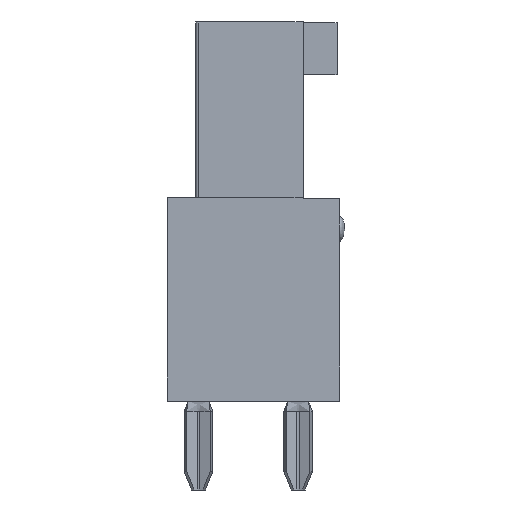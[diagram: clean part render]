
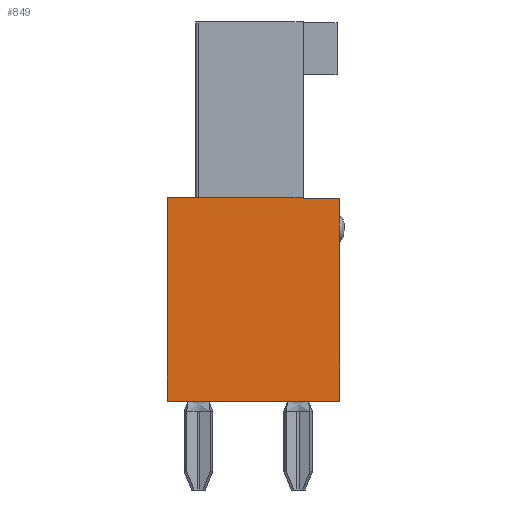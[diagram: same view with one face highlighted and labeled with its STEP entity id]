
A CAD part, left-side view. The second image highlights one B-rep face of the part: STEP entity #849.
In plain terms, the highlighted planar face has unit normal (-1, 0, 0).
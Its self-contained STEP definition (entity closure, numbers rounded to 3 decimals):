
#849 = ADVANCED_FACE( '', ( #2204 ), #2205, .F. );
#2204 = FACE_OUTER_BOUND( '', #4149, .T. );
#2205 = PLANE( '', #4150 );
#4149 = EDGE_LOOP( '', ( #6639, #6640, #6641, #6642, #6643, #6644, #6645, #6646, #6647, #6648, #6649, #6650 ) );
#4150 = AXIS2_PLACEMENT_3D( '', #6651, #6652, #6653 );
#6639 = ORIENTED_EDGE( '', *, *, #12387, .F. );
#6640 = ORIENTED_EDGE( '', *, *, #12388, .T. );
#6641 = ORIENTED_EDGE( '', *, *, #12302, .F. );
#6642 = ORIENTED_EDGE( '', *, *, #12242, .T. );
#6643 = ORIENTED_EDGE( '', *, *, #12186, .F. );
#6644 = ORIENTED_EDGE( '', *, *, #12389, .F. );
#6645 = ORIENTED_EDGE( '', *, *, #12390, .F. );
#6646 = ORIENTED_EDGE( '', *, *, #12391, .F. );
#6647 = ORIENTED_EDGE( '', *, *, #12392, .F. );
#6648 = ORIENTED_EDGE( '', *, *, #12393, .F. );
#6649 = ORIENTED_EDGE( '', *, *, #12394, .F. );
#6650 = ORIENTED_EDGE( '', *, *, #12395, .F. );
#6651 = CARTESIAN_POINT( '', ( -13.73, 0., 0. ) );
#6652 = DIRECTION( '', ( 1., 0., 0. ) );
#6653 = DIRECTION( '', ( 0., 0., -1. ) );
#12186 = EDGE_CURVE( '', #14672, #14673, #14674, .T. );
#12242 = EDGE_CURVE( '', #14772, #14673, #14773, .F. );
#12302 = EDGE_CURVE( '', #14772, #14883, #14884, .T. );
#12387 = EDGE_CURVE( '', #15031, #15032, #15033, .T. );
#12388 = EDGE_CURVE( '', #15031, #14883, #15034, .F. );
#12389 = EDGE_CURVE( '', #15035, #14672, #15036, .T. );
#12390 = EDGE_CURVE( '', #15037, #15035, #15038, .T. );
#12391 = EDGE_CURVE( '', #15039, #15037, #15040, .T. );
#12392 = EDGE_CURVE( '', #15041, #15039, #15042, .T. );
#12393 = EDGE_CURVE( '', #15043, #15041, #15044, .T. );
#12394 = EDGE_CURVE( '', #15045, #15043, #15046, .T. );
#12395 = EDGE_CURVE( '', #15032, #15045, #15047, .T. );
#14672 = VERTEX_POINT( '', #18284 );
#14673 = VERTEX_POINT( '', #18285 );
#14674 = LINE( '', #18286, #18287 );
#14772 = VERTEX_POINT( '', #18434 );
#14773 = CIRCLE( '', #18435, 0.02 );
#14883 = VERTEX_POINT( '', #18586 );
#14884 = LINE( '', #18587, #18588 );
#15031 = VERTEX_POINT( '', #18796 );
#15032 = VERTEX_POINT( '', #18797 );
#15033 = LINE( '', #18798, #18799 );
#15034 = CIRCLE( '', #18800, 0.02 );
#15035 = VERTEX_POINT( '', #18801 );
#15036 = LINE( '', #18802, #18803 );
#15037 = VERTEX_POINT( '', #18804 );
#15038 = LINE( '', #18805, #18806 );
#15039 = VERTEX_POINT( '', #18807 );
#15040 = LINE( '', #18808, #18809 );
#15041 = VERTEX_POINT( '', #18810 );
#15042 = LINE( '', #18811, #18812 );
#15043 = VERTEX_POINT( '', #18813 );
#15044 = LINE( '', #18814, #18815 );
#15045 = VERTEX_POINT( '', #18816 );
#15046 = LINE( '', #18817, #18818 );
#15047 = LINE( '', #18819, #18820 );
#18284 = CARTESIAN_POINT( '', ( -13.73, -3.3, 2.25 ) );
#18285 = CARTESIAN_POINT( '', ( -13.73, -3.31, 2.25 ) );
#18286 = CARTESIAN_POINT( '', ( -13.73, -3.3, 2.25 ) );
#18287 = VECTOR( '', #23119, 1000. );
#18434 = CARTESIAN_POINT( '', ( -13.73, -3.33, 2.23 ) );
#18435 = AXIS2_PLACEMENT_3D( '', #23169, #23170, #23171 );
#18586 = CARTESIAN_POINT( '', ( -13.73, -3.33, 2.22 ) );
#18587 = CARTESIAN_POINT( '', ( -13.73, -3.33, 2.25 ) );
#18588 = VECTOR( '', #23243, 1000. );
#18796 = CARTESIAN_POINT( '', ( -13.73, -3.31, 2.2 ) );
#18797 = CARTESIAN_POINT( '', ( -13.73, -3.3, 2.2 ) );
#18798 = CARTESIAN_POINT( '', ( -13.73, -3.33, 2.2 ) );
#18799 = VECTOR( '', #23326, 1000. );
#18800 = AXIS2_PLACEMENT_3D( '', #23327, #23328, #23329 );
#18801 = CARTESIAN_POINT( '', ( -13.73, -3.3, 3.85 ) );
#18802 = CARTESIAN_POINT( '', ( -13.73, -3.3, 3.9 ) );
#18803 = VECTOR( '', #23330, 1000. );
#18804 = CARTESIAN_POINT( '', ( -13.73, -1.9, 3.85 ) );
#18805 = CARTESIAN_POINT( '', ( -13.73, 0., 3.85 ) );
#18806 = VECTOR( '', #23331, 1000. );
#18807 = CARTESIAN_POINT( '', ( -13.73, -1.9, 3.9 ) );
#18808 = CARTESIAN_POINT( '', ( -13.73, -1.9, 0. ) );
#18809 = VECTOR( '', #23332, 1000. );
#18810 = CARTESIAN_POINT( '', ( -13.73, 3.3, 3.9 ) );
#18811 = CARTESIAN_POINT( '', ( -13.73, 3.3, 3.9 ) );
#18812 = VECTOR( '', #23333, 1000. );
#18813 = CARTESIAN_POINT( '', ( -13.73, 3.3, -3.9 ) );
#18814 = CARTESIAN_POINT( '', ( -13.73, 3.3, -3.9 ) );
#18815 = VECTOR( '', #23334, 1000. );
#18816 = CARTESIAN_POINT( '', ( -13.73, -3.3, -3.9 ) );
#18817 = CARTESIAN_POINT( '', ( -13.73, -3.3, -3.9 ) );
#18818 = VECTOR( '', #23335, 1000. );
#18819 = CARTESIAN_POINT( '', ( -13.73, -3.3, 3.9 ) );
#18820 = VECTOR( '', #23336, 1000. );
#23119 = DIRECTION( '', ( 0., -1., 0. ) );
#23169 = CARTESIAN_POINT( '', ( -13.73, -3.31, 2.23 ) );
#23170 = DIRECTION( '', ( 1., 0., 0. ) );
#23171 = DIRECTION( '', ( 0., 0., -1. ) );
#23243 = DIRECTION( '', ( 0., 0., -1. ) );
#23326 = DIRECTION( '', ( 0., 1., 0. ) );
#23327 = CARTESIAN_POINT( '', ( -13.73, -3.31, 2.22 ) );
#23328 = DIRECTION( '', ( 1., 0., 0. ) );
#23329 = DIRECTION( '', ( 0., 0., -1. ) );
#23330 = DIRECTION( '', ( 0., 0., -1. ) );
#23331 = DIRECTION( '', ( 0., -1., 0. ) );
#23332 = DIRECTION( '', ( 0., 0., -1. ) );
#23333 = DIRECTION( '', ( 0., -1., 0. ) );
#23334 = DIRECTION( '', ( 0., 0., 1. ) );
#23335 = DIRECTION( '', ( 0., 1., 0. ) );
#23336 = DIRECTION( '', ( 0., 0., -1. ) );
